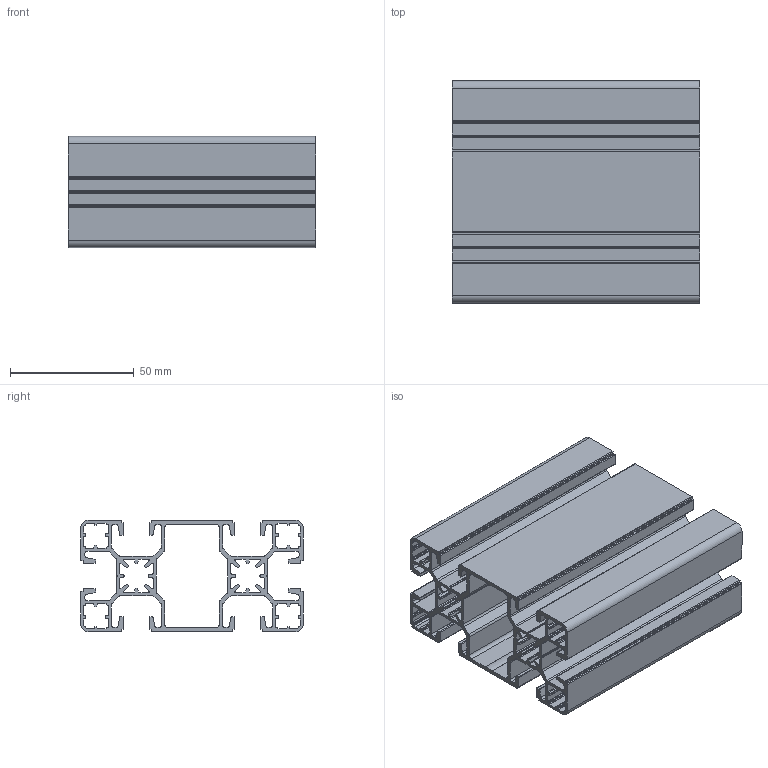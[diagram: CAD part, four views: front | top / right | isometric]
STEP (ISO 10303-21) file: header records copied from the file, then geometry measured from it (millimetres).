
FILE_DESCRIPTION (( 'STEP AP203' ), '1' );
FILE_NAME ('AL-PSL-4590 Àëþìèíèåâûé êîíñòðóêöèîííûé ïðîôèëü 45õ90L.STEP', '2023-11-02T12:16:09', ( '' ), ( '' ), 'SwSTEP 2.0', 'SolidWorks 2021', '' );
FILE_SCHEMA (( 'CONFIG_CONTROL_DESIGN' ));
Length unit declared in the file: millimetre
Products named in the file (1): AL-PSL-4590 Àëþìèíèåâûé êîíñòðóêöèîííûé ïðîôèëü 45õ90L
Bounding box: 100 x 90 x 45 mm (x, y, z)
Volume: 83552.9 mm3; surface area: 110468.8 mm2
Topology: 1 solids, 1 shells, 687 faces, 2055 edges, 1370 vertices
Faces by surface type: cylinder 365, plane 322
Entity records: 23464 total; most frequent: DIRECTION 4161, CARTESIAN_POINT 4113, ORIENTED_EDGE 4110, EDGE_CURVE 2055, AXIS2_PLACEMENT_3D 1418, VERTEX_POINT 1370, LINE 1325, VECTOR 1325
